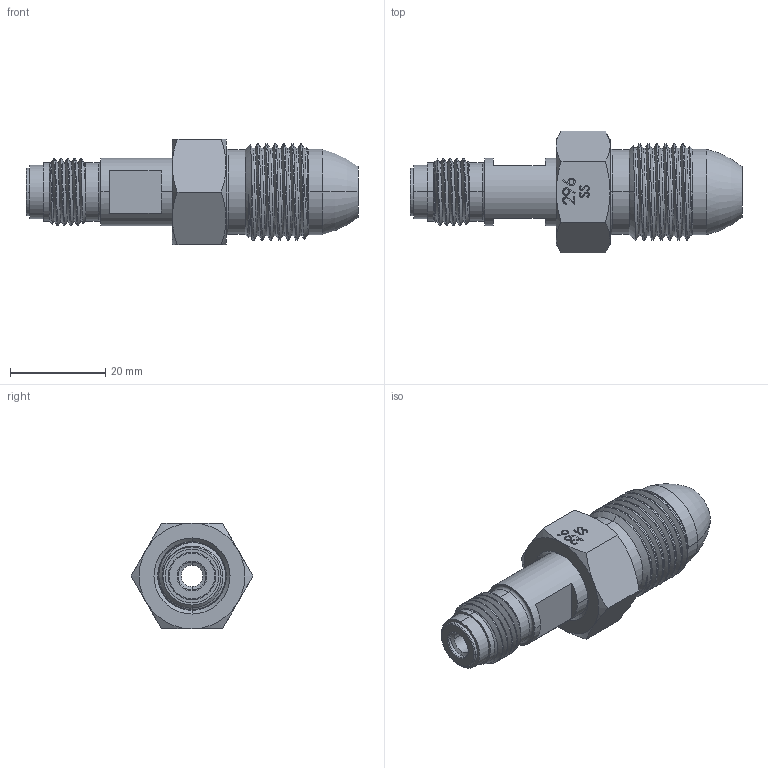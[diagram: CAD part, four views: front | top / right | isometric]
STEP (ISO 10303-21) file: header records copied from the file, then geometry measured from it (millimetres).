
FILE_DESCRIPTION (( 'STEP AP203' ), '1' );
FILE_NAME ('INL-296SS-4MFS-44.STEP', '2025-08-28T15:37:11', ( '' ), ( '' ), 'SwSTEP 2.0', 'SolidWorks 2018', '' );
FILE_SCHEMA (( 'CONFIG_CONTROL_DESIGN' ));
Length unit declared in the file: inch
Products named in the file (3): PRT-000897; INL-296SS-4MFS-44; PRT-000121
Assembly tree (2 placements, depth 2):
  INL-296SS-4MFS-44
    PRT-000121
    PRT-000897
Bounding box: 69.85 x 25.66 x 22.23 mm (x, y, z)
Volume: 14510.8 mm3; surface area: 8775.6 mm2
Topology: 2 solids, 2 shells, 122 faces, 347 edges, 241 vertices
Faces by surface type: cylinder 43, cone 31, plane 28, torus 14, bspline 6
Entity records: 11935 total; most frequent: CARTESIAN_POINT 8639, ORIENTED_EDGE 694, DIRECTION 548, EDGE_CURVE 347, VERTEX_POINT 241, AXIS2_PLACEMENT_3D 228, EDGE_LOOP 138, B_SPLINE_CURVE_WITH_KNOTS 127
